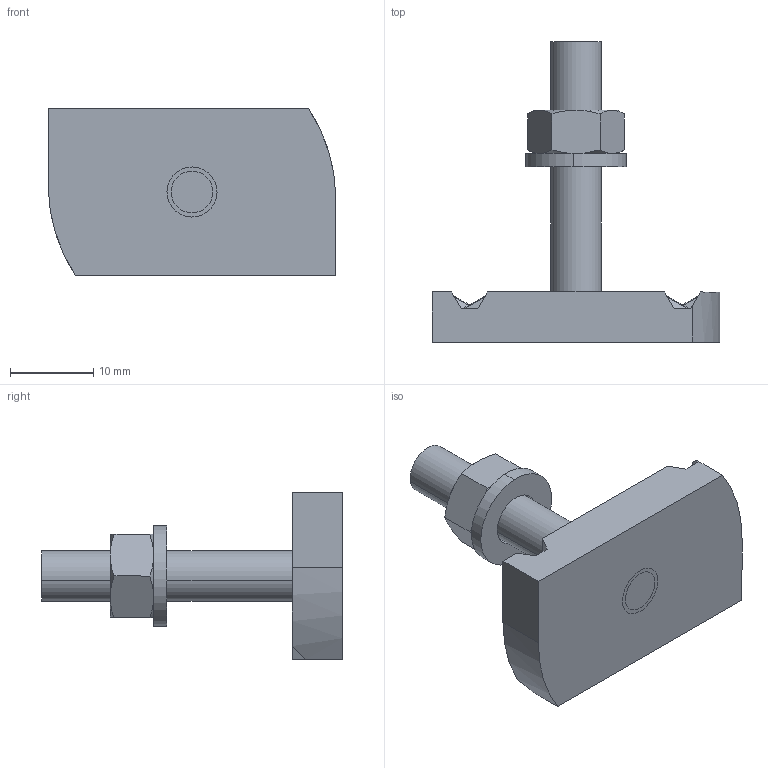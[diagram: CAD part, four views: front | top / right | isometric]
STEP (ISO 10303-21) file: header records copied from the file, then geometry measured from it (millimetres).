
FILE_DESCRIPTION (( 'STEP AP214' ), '1' );
FILE_NAME ('1148306.STEP', '2026-03-13T11:01:26', ( '' ), ( '' ), 'SwSTEP 2.0', 'SolidWorks 2024', '' );
FILE_SCHEMA (( 'AUTOMOTIVE_DESIGN' ));
Length unit declared in the file: millimetre
Products named in the file (5): 018942_Washer ISO 7089 - 6; 018943_Hexagon Nut ISO - 4032 - M6 - D - N; 1148306; P_0000010703_1_M6-o. Kerbe; P_0000010701_1_M6x30
Assembly tree (4 placements, depth 2):
  1148306
    P_0000010703_1_M6-o. Kerbe
    P_0000010701_1_M6x30
    018943_Hexagon Nut ISO - 4032 - M6 - D - N
    018942_Washer ISO 7089 - 6
Bounding box: 34.5 x 36 x 20 mm (x, y, z)
Volume: 5135.3 mm3; surface area: 3467.7 mm2
Topology: 4 solids, 4 shells, 92 faces, 240 edges, 156 vertices
Faces by surface type: plane 54, cylinder 26, cone 12
Entity records: 3022 total; most frequent: CARTESIAN_POINT 705, ORIENTED_EDGE 480, DIRECTION 420, EDGE_CURVE 240, VERTEX_POINT 156, VECTOR 150, LINE 150, AXIS2_PLACEMENT_3D 135
